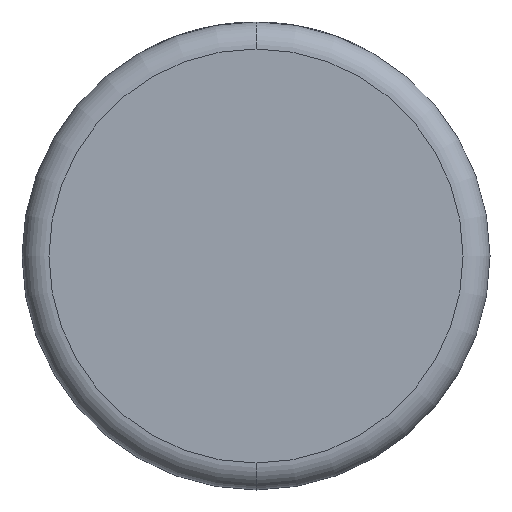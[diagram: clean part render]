
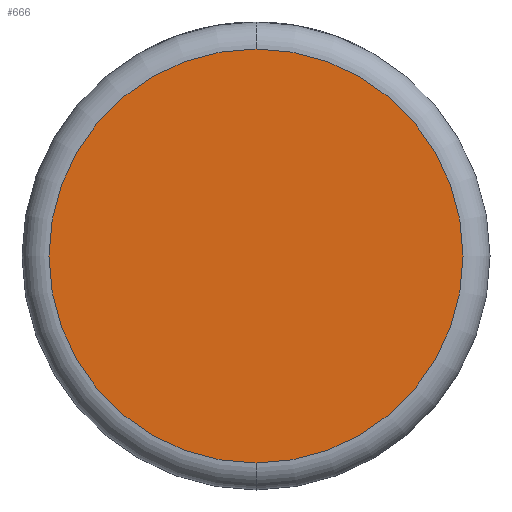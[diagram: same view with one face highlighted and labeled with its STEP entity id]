
A CAD part, front view. The second image highlights one B-rep face of the part: STEP entity #666.
In plain terms, the highlighted planar face has unit normal (0, -1, 0).
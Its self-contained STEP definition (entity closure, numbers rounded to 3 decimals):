
#303 = CARTESIAN_POINT ( 'NONE',  ( 0., 0., 18.138 ) ) ;
#310 = DIRECTION ( 'NONE',  ( 0., 0., 1. ) ) ;
#456 = CARTESIAN_POINT ( 'NONE',  ( 0., 0., 0. ) ) ;
#666 = ADVANCED_FACE ( 'NONE', ( #1276 ), #4387, .F. ) ;
#676 = VERTEX_POINT ( 'NONE', #303 ) ;
#1173 = EDGE_CURVE ( 'NONE', #676, #4434, #3888, .T. ) ;
#1276 = FACE_OUTER_BOUND ( 'NONE', #4750, .T. ) ;
#1352 = EDGE_CURVE ( 'NONE', #4434, #676, #1928, .T. ) ;
#1928 = CIRCLE ( 'NONE', #3031, 18.138 ) ;
#2109 = ORIENTED_EDGE ( 'NONE', *, *, #1173, .T. ) ;
#2183 = AXIS2_PLACEMENT_3D ( 'NONE', #3977, #4347, #4329 ) ;
#2184 = CARTESIAN_POINT ( 'NONE',  ( 0., 0., -18.138 ) ) ;
#2389 = DIRECTION ( 'NONE',  ( 0., 1., 0. ) ) ;
#2947 = DIRECTION ( 'NONE',  ( 0., -1., 0. ) ) ;
#3031 = AXIS2_PLACEMENT_3D ( 'NONE', #4458, #2947, #310 ) ;
#3061 = AXIS2_PLACEMENT_3D ( 'NONE', #456, #2389, #3267 ) ;
#3267 = DIRECTION ( 'NONE',  ( 0., 0., 1. ) ) ;
#3660 = ORIENTED_EDGE ( 'NONE', *, *, #1352, .T. ) ;
#3888 = CIRCLE ( 'NONE', #2183, 18.138 ) ;
#3977 = CARTESIAN_POINT ( 'NONE',  ( 0., 0., 0. ) ) ;
#4329 = DIRECTION ( 'NONE',  ( 0., 0., 1. ) ) ;
#4347 = DIRECTION ( 'NONE',  ( 0., -1., 0. ) ) ;
#4387 = PLANE ( 'NONE',  #3061 ) ;
#4434 = VERTEX_POINT ( 'NONE', #2184 ) ;
#4458 = CARTESIAN_POINT ( 'NONE',  ( 0., 0., 0. ) ) ;
#4750 = EDGE_LOOP ( 'NONE', ( #2109, #3660 ) ) ;
